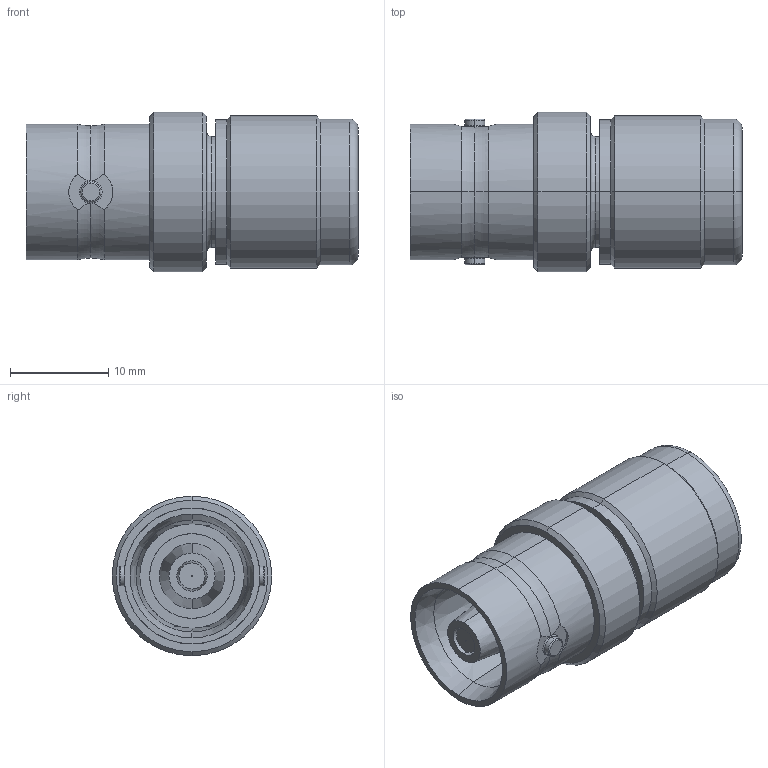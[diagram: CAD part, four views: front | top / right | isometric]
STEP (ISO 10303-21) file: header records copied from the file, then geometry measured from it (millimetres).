
FILE_DESCRIPTION (( 'STEP AP203' ), '1' );
FILE_NAME ('FMAD1324_3D.STEP', '2022-03-18T21:42:53', ( '' ), ( '' ), 'SwSTEP 2.0', 'SolidWorks 2021', '' );
FILE_SCHEMA (( 'CONFIG_CONTROL_DESIGN' ));
Length unit declared in the file: inch
Products named in the file (1): FMAD1324_3D
Bounding box: 33.82 x 16.26 x 16.26 mm (x, y, z)
Volume: 4513.4 mm3; surface area: 6397.5 mm2
Topology: 8 solids, 8 shells, 231 faces, 511 edges, 316 vertices
Faces by surface type: cylinder 86, plane 66, cone 50, torus 25, bspline 4
Entity records: 6761 total; most frequent: CARTESIAN_POINT 1423, DIRECTION 1202, ORIENTED_EDGE 1022, AXIS2_PLACEMENT_3D 511, EDGE_CURVE 511, VERTEX_POINT 316, CIRCLE 283, EDGE_LOOP 265
